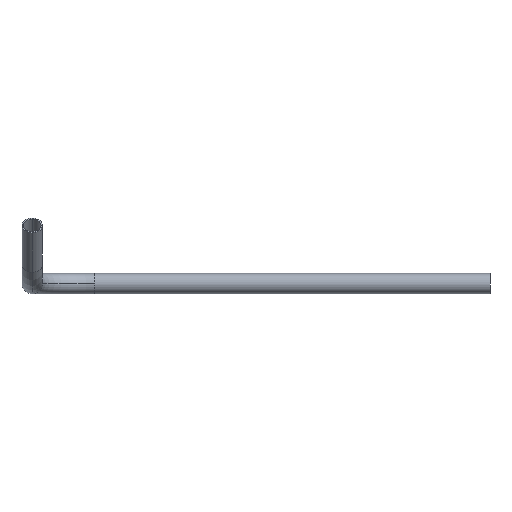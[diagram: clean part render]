
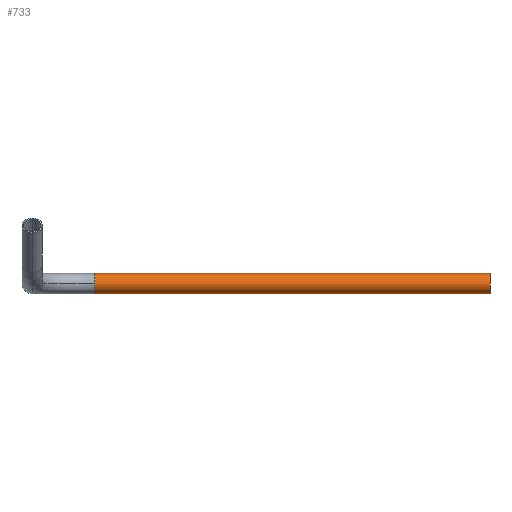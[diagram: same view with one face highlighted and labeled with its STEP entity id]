
A CAD part, left-side view. The second image highlights one B-rep face of the part: STEP entity #733.
In plain terms, the highlighted cylindrical face has radius 30.15 mm (diameter 60.3 mm), a partial arc.
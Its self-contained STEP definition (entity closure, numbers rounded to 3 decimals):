
#21 = CIRCLE ( 'NONE', #165, 30.15 ) ;
#25 = CARTESIAN_POINT ( 'NONE',  ( 0., -1350., 0. ) ) ;
#66 = EDGE_LOOP ( 'NONE', ( #298, #649, #152, #282, #570 ) ) ;
#92 = DIRECTION ( 'NONE',  ( 0., 1., 0. ) ) ;
#104 = FACE_OUTER_BOUND ( 'NONE', #66, .T. ) ;
#109 = DIRECTION ( 'NONE',  ( 0., 1., 0. ) ) ;
#110 = DIRECTION ( 'NONE',  ( 0., -1., 0. ) ) ;
#136 = DIRECTION ( 'NONE',  ( 0., 0., 1. ) ) ;
#151 = EDGE_CURVE ( 'NONE', #267, #186, #548, .T. ) ;
#152 = ORIENTED_EDGE ( 'NONE', *, *, #709, .F. ) ;
#165 = AXIS2_PLACEMENT_3D ( 'NONE', #25, #92, #249 ) ;
#186 = VERTEX_POINT ( 'NONE', #202 ) ;
#202 = CARTESIAN_POINT ( 'NONE',  ( 0., -185., 30.15 ) ) ;
#249 = DIRECTION ( 'NONE',  ( 0., 0., 1. ) ) ;
#260 = AXIS2_PLACEMENT_3D ( 'NONE', #551, #109, #378 ) ;
#267 = VERTEX_POINT ( 'NONE', #549 ) ;
#269 = CYLINDRICAL_SURFACE ( 'NONE', #732, 30.15 ) ;
#277 = VERTEX_POINT ( 'NONE', #449 ) ;
#282 = ORIENTED_EDGE ( 'NONE', *, *, #315, .T. ) ;
#285 = LINE ( 'NONE', #583, #301 ) ;
#293 = DIRECTION ( 'NONE',  ( 0., -1., 0. ) ) ;
#298 = ORIENTED_EDGE ( 'NONE', *, *, #370, .F. ) ;
#301 = VECTOR ( 'NONE', #293, 1000. ) ;
#315 = EDGE_CURVE ( 'NONE', #557, #277, #611, .T. ) ;
#328 = AXIS2_PLACEMENT_3D ( 'NONE', #715, #543, #136 ) ;
#342 = CARTESIAN_POINT ( 'NONE',  ( 0., -1350., 30.15 ) ) ;
#366 = CARTESIAN_POINT ( 'NONE',  ( 0., -185., -30.15 ) ) ;
#370 = EDGE_CURVE ( 'NONE', #186, #422, #285, .T. ) ;
#378 = DIRECTION ( 'NONE',  ( 0., 0., 1. ) ) ;
#385 = DIRECTION ( 'NONE',  ( 0., -1., 0. ) ) ;
#391 = VECTOR ( 'NONE', #110, 1000. ) ;
#422 = VERTEX_POINT ( 'NONE', #342 ) ;
#449 = CARTESIAN_POINT ( 'NONE',  ( 0., -1350., -30.15 ) ) ;
#498 = CARTESIAN_POINT ( 'NONE',  ( 0., -185., 0. ) ) ;
#543 = DIRECTION ( 'NONE',  ( 0., 1., 0. ) ) ;
#548 = CIRCLE ( 'NONE', #328, 30.15 ) ;
#549 = CARTESIAN_POINT ( 'NONE',  ( -30.15, -185., 0. ) ) ;
#551 = CARTESIAN_POINT ( 'NONE',  ( 0., -185., 0. ) ) ;
#552 = CARTESIAN_POINT ( 'NONE',  ( 0., -185., -30.15 ) ) ;
#557 = VERTEX_POINT ( 'NONE', #366 ) ;
#570 = ORIENTED_EDGE ( 'NONE', *, *, #617, .T. ) ;
#583 = CARTESIAN_POINT ( 'NONE',  ( 0., -185., 30.15 ) ) ;
#611 = LINE ( 'NONE', #552, #391 ) ;
#617 = EDGE_CURVE ( 'NONE', #277, #422, #21, .T. ) ;
#649 = ORIENTED_EDGE ( 'NONE', *, *, #151, .F. ) ;
#709 = EDGE_CURVE ( 'NONE', #557, #267, #720, .T. ) ;
#715 = CARTESIAN_POINT ( 'NONE',  ( 0., -185., 0. ) ) ;
#718 = DIRECTION ( 'NONE',  ( 0., 0., -1. ) ) ;
#720 = CIRCLE ( 'NONE', #260, 30.15 ) ;
#732 = AXIS2_PLACEMENT_3D ( 'NONE', #498, #385, #718 ) ;
#733 = ADVANCED_FACE ( 'NONE', ( #104 ), #269, .T. ) ;
